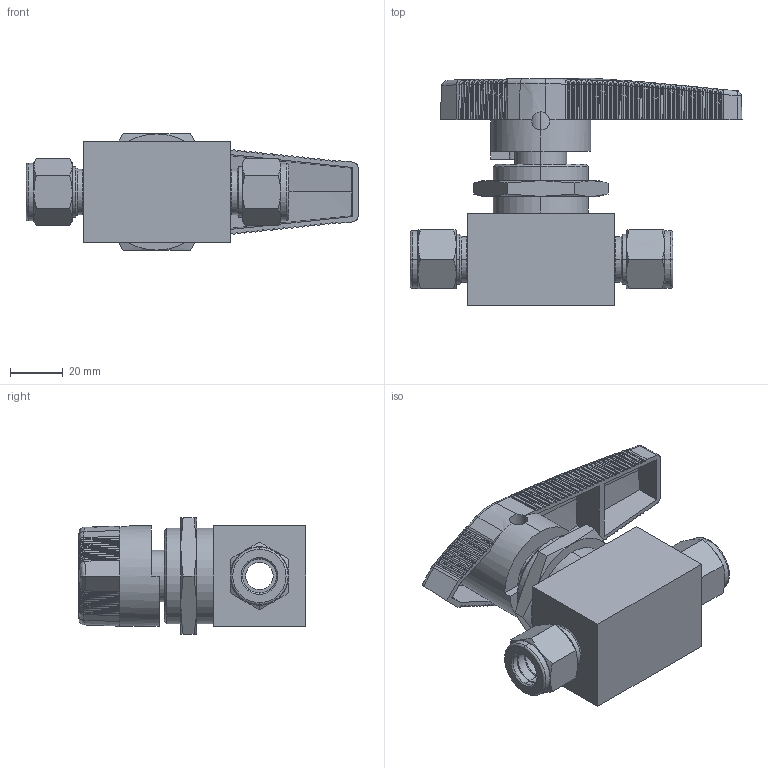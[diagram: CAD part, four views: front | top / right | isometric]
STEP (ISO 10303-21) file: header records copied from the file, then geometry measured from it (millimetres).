
FILE_DESCRIPTION(('FreeCAD Model'),'2;1');
FILE_NAME('Open CASCADE Shape Model','2025-12-09T09:48:07',('Author'),( ''),'Open CASCADE STEP processor 7.8','FreeCAD','Unknown');
FILE_SCHEMA(('AUTOMOTIVE_DESIGN { 1 0 10303 214 1 1 1 1 }'));
Length unit declared in the file: millimetre
Products named in the file (3): BVN1-2D-D-8T-PF-S; 2; 1
Assembly tree (2 placements, depth 2):
  BVN1-2D-D-8T-PF-S
    2
    1
Bounding box: 125.71 x 86.05 x 44.1 mm (x, y, z)
Volume: 142092.8 mm3; surface area: 41916.4 mm2
Topology: 4 solids, 4 shells, 730 faces, 2958 edges, 5463 vertices
Faces by surface type: bspline 284, cylinder 251, cone 95, plane 90, torus 10
Entity records: 49040 total; most frequent: CARTESIAN_POINT 24675, DIRECTION 4339, ORIENTED_EDGE 3780, EDGE_CURVE 1890, AXIS2_PLACEMENT_3D 1717, CIRCLE 1268, VERTEX_POINT 1199, GEOMETRIC_CURVE_SET 1067
